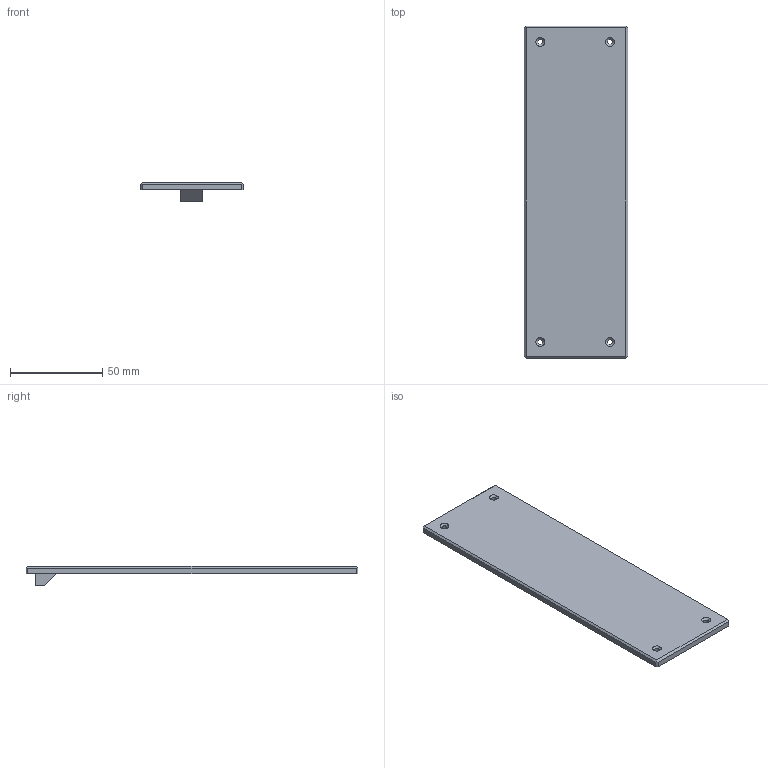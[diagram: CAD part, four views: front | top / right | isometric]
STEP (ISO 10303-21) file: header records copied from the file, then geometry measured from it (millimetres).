
FILE_DESCRIPTION (( 'STEP AP214' ), '1' );
FILE_NAME ('base_lid.STEP', '2026-02-02T21:56:13', ( '' ), ( '' ), 'SwSTEP 2.0', 'SolidWorks 2022', '' );
FILE_SCHEMA (( 'AUTOMOTIVE_DESIGN' ));
Length unit declared in the file: millimetre
Products named in the file (1): base_lid
Bounding box: 56 x 180 x 10.6 mm (x, y, z)
Volume: 40616.1 mm3; surface area: 22057.1 mm2
Topology: 1 solids, 1 shells, 35 faces, 88 edges, 56 vertices
Faces by surface type: plane 19, cone 8, cylinder 8
Entity records: 1092 total; most frequent: DIRECTION 184, CARTESIAN_POINT 180, ORIENTED_EDGE 176, EDGE_CURVE 88, VECTOR 64, LINE 64, AXIS2_PLACEMENT_3D 60, VERTEX_POINT 56
